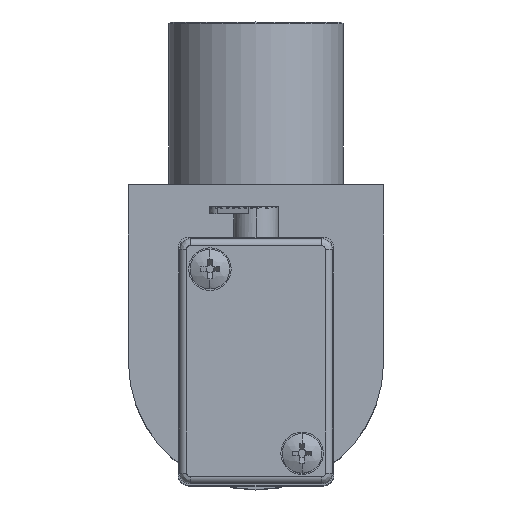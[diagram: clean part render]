
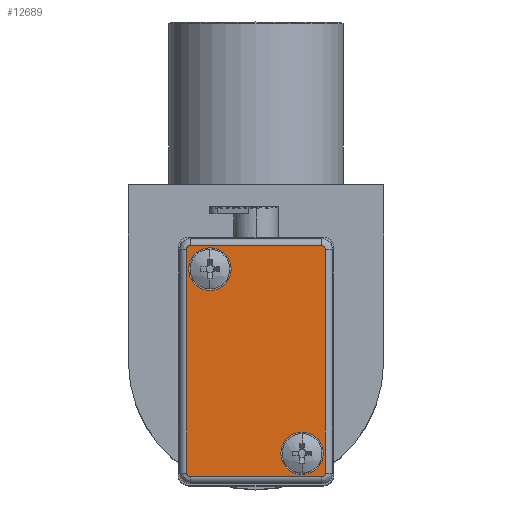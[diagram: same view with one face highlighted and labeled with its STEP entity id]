
A CAD part, top view. The second image highlights one B-rep face of the part: STEP entity #12689.
In plain terms, the highlighted planar face has unit normal (0, 0, 1).
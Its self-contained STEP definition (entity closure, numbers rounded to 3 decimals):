
#781 = DIRECTION ( 'NONE',  ( -1., 0., 0. ) ) ;
#1140 = CARTESIAN_POINT ( 'NONE',  ( -15.909, -15.988, 28. ) ) ;
#1368 = CARTESIAN_POINT ( 'NONE',  ( -15.409, 16.404, 28. ) ) ;
#1380 = VERTEX_POINT ( 'NONE', #2362 ) ;
#1518 = EDGE_CURVE ( 'NONE', #30570, #11491, #25858, .T. ) ;
#2202 = CARTESIAN_POINT ( 'NONE',  ( 3.691, 15.904, 28. ) ) ;
#2362 = CARTESIAN_POINT ( 'NONE',  ( 3.191, -16.196, 28. ) ) ;
#2449 = AXIS2_PLACEMENT_3D ( 'NONE', #4515, #11663, #29012 ) ;
#2602 = DIRECTION ( 'NONE',  ( 0., 0., 1. ) ) ;
#2631 =( BOUNDED_CURVE ( )  B_SPLINE_CURVE ( 3, ( #18434, #23042, #16055, #4193 ),
 .UNSPECIFIED., .F., .F. ) 
 B_SPLINE_CURVE_WITH_KNOTS ( ( 4, 4 ),
 ( 0., 1. ),
 .UNSPECIFIED. ) 
 CURVE ( )  GEOMETRIC_REPRESENTATION_ITEM ( )  RATIONAL_B_SPLINE_CURVE ( ( 1., 0.805, 0.805, 1. ) ) 
 REPRESENTATION_ITEM ( '' )  );
#3053 = CARTESIAN_POINT ( 'NONE',  ( -15.409, -16.196, 28. ) ) ;
#3330 = CARTESIAN_POINT ( 'NONE',  ( -9.609, 13.104, 28. ) ) ;
#3363 = CARTESIAN_POINT ( 'NONE',  ( 0.391, -12.896, 28. ) ) ;
#3522 = CARTESIAN_POINT ( 'NONE',  ( -15.702, -16.196, 28. ) ) ;
#3595 = ORIENTED_EDGE ( 'NONE', *, *, #19308, .F. ) ;
#4065 = EDGE_CURVE ( 'NONE', #13806, #19048, #7075, .T. ) ;
#4104 = VERTEX_POINT ( 'NONE', #29643 ) ;
#4116 = CIRCLE ( 'NONE', #21071, 3. ) ;
#4193 = CARTESIAN_POINT ( 'NONE',  ( 3.691, 15.904, 28. ) ) ;
#4515 = CARTESIAN_POINT ( 'NONE',  ( -12.609, 13.104, 28. ) ) ;
#4961 = DIRECTION ( 'NONE',  ( 0., 0., 1. ) ) ;
#5362 = PLANE ( 'NONE',  #7809 ) ;
#5379 = ORIENTED_EDGE ( 'NONE', *, *, #28157, .F. ) ;
#5446 = EDGE_LOOP ( 'NONE', ( #19731, #18691 ) ) ;
#5566 = FACE_OUTER_BOUND ( 'NONE', #18098, .T. ) ;
#5730 = DIRECTION ( 'NONE',  ( 1., 0., 0. ) ) ;
#5902 = CARTESIAN_POINT ( 'NONE',  ( -15.909, -15.696, 28. ) ) ;
#5992 = EDGE_CURVE ( 'NONE', #12855, #23875, #13229, .T. ) ;
#6296 = CIRCLE ( 'NONE', #20451, 3. ) ;
#6328 = FACE_BOUND ( 'NONE', #5446, .T. ) ;
#6978 = CARTESIAN_POINT ( 'NONE',  ( -15.909, 15.904, 28. ) ) ;
#7039 = ORIENTED_EDGE ( 'NONE', *, *, #7481, .F. ) ;
#7075 =( BOUNDED_CURVE ( )  B_SPLINE_CURVE ( 3, ( #20119, #3522, #1140, #5902 ),
 .UNSPECIFIED., .F., .F. ) 
 B_SPLINE_CURVE_WITH_KNOTS ( ( 4, 4 ),
 ( 0., 1. ),
 .UNSPECIFIED. ) 
 CURVE ( )  GEOMETRIC_REPRESENTATION_ITEM ( )  RATIONAL_B_SPLINE_CURVE ( ( 1., 0.805, 0.805, 1. ) ) 
 REPRESENTATION_ITEM ( '' )  );
#7123 = VECTOR ( 'NONE', #24054, 1000. ) ;
#7226 = VECTOR ( 'NONE', #781, 1000. ) ;
#7481 = EDGE_CURVE ( 'NONE', #1380, #13806, #13538, .T. ) ;
#7517 = CARTESIAN_POINT ( 'NONE',  ( -15.909, 0.104, 28. ) ) ;
#7530 = ORIENTED_EDGE ( 'NONE', *, *, #12044, .F. ) ;
#7762 = DIRECTION ( 'NONE',  ( -1., 0., 0. ) ) ;
#7809 = AXIS2_PLACEMENT_3D ( 'NONE', #17217, #19478, #7762 ) ;
#8280 = ORIENTED_EDGE ( 'NONE', *, *, #26340, .F. ) ;
#8444 = VERTEX_POINT ( 'NONE', #17020 ) ;
#8655 = CARTESIAN_POINT ( 'NONE',  ( 3.484, -16.196, 28. ) ) ;
#8853 = ORIENTED_EDGE ( 'NONE', *, *, #26608, .F. ) ;
#9341 = CIRCLE ( 'NONE', #14139, 3. ) ;
#9391 = EDGE_CURVE ( 'NONE', #18442, #12855, #13077, .T. ) ;
#10199 = EDGE_CURVE ( 'NONE', #4104, #8444, #9341, .T. ) ;
#10311 = CARTESIAN_POINT ( 'NONE',  ( 3.691, -15.696, 28. ) ) ;
#11491 = VERTEX_POINT ( 'NONE', #3330 ) ;
#11663 = DIRECTION ( 'NONE',  ( 0., 0., 1. ) ) ;
#11734 = CARTESIAN_POINT ( 'NONE',  ( 3.691, 0.104, 28. ) ) ;
#11806 = VERTEX_POINT ( 'NONE', #10311 ) ;
#12044 = EDGE_CURVE ( 'NONE', #23875, #15965, #2631, .T. ) ;
#12490 = VECTOR ( 'NONE', #29447, 1000. ) ;
#12689 = ADVANCED_FACE ( 'NONE', ( #6328, #17472, #5566 ), #5362, .F. ) ;
#12770 = CARTESIAN_POINT ( 'NONE',  ( -15.909, 16.197, 28. ) ) ;
#12855 = VERTEX_POINT ( 'NONE', #15434 ) ;
#13077 =( BOUNDED_CURVE ( )  B_SPLINE_CURVE ( 3, ( #29251, #12770, #26882, #1368 ),
 .UNSPECIFIED., .F., .F. ) 
 B_SPLINE_CURVE_WITH_KNOTS ( ( 4, 4 ),
 ( 0., 1. ),
 .UNSPECIFIED. ) 
 CURVE ( )  GEOMETRIC_REPRESENTATION_ITEM ( )  RATIONAL_B_SPLINE_CURVE ( ( 1., 0.805, 0.805, 1. ) ) 
 REPRESENTATION_ITEM ( '' )  );
#13176 = ORIENTED_EDGE ( 'NONE', *, *, #5992, .F. ) ;
#13229 = LINE ( 'NONE', #26660, #12490 ) ;
#13340 = CARTESIAN_POINT ( 'NONE',  ( 3.691, -15.696, 28. ) ) ;
#13538 = LINE ( 'NONE', #26705, #7226 ) ;
#13806 = VERTEX_POINT ( 'NONE', #3053 ) ;
#13840 = CARTESIAN_POINT ( 'NONE',  ( -15.609, 13.104, 28. ) ) ;
#14139 = AXIS2_PLACEMENT_3D ( 'NONE', #3363, #19964, #5730 ) ;
#15270 = CARTESIAN_POINT ( 'NONE',  ( -15.909, -15.696, 28. ) ) ;
#15434 = CARTESIAN_POINT ( 'NONE',  ( -15.409, 16.404, 28. ) ) ;
#15679 = LINE ( 'NONE', #11734, #20503 ) ;
#15965 = VERTEX_POINT ( 'NONE', #2202 ) ;
#16055 = CARTESIAN_POINT ( 'NONE',  ( 3.691, 16.197, 28. ) ) ;
#16811 = CARTESIAN_POINT ( 'NONE',  ( 0.391, -12.896, 28. ) ) ;
#17020 = CARTESIAN_POINT ( 'NONE',  ( -2.609, -12.896, 28. ) ) ;
#17217 = CARTESIAN_POINT ( 'NONE',  ( -6.109, 0.104, 28. ) ) ;
#17288 = ORIENTED_EDGE ( 'NONE', *, *, #4065, .F. ) ;
#17472 = FACE_BOUND ( 'NONE', #22795, .T. ) ;
#18022 =( BOUNDED_CURVE ( )  B_SPLINE_CURVE ( 3, ( #13340, #27435, #8655, #25171 ),
 .UNSPECIFIED., .F., .F. ) 
 B_SPLINE_CURVE_WITH_KNOTS ( ( 4, 4 ),
 ( 0., 1. ),
 .UNSPECIFIED. ) 
 CURVE ( )  GEOMETRIC_REPRESENTATION_ITEM ( )  RATIONAL_B_SPLINE_CURVE ( ( 1., 0.805, 0.805, 1. ) ) 
 REPRESENTATION_ITEM ( '' )  );
#18098 = EDGE_LOOP ( 'NONE', ( #7530, #13176, #18369, #8853, #17288, #7039, #8280, #5379 ) ) ;
#18369 = ORIENTED_EDGE ( 'NONE', *, *, #9391, .F. ) ;
#18434 = CARTESIAN_POINT ( 'NONE',  ( 3.191, 16.404, 28. ) ) ;
#18442 = VERTEX_POINT ( 'NONE', #6978 ) ;
#18691 = ORIENTED_EDGE ( 'NONE', *, *, #28895, .F. ) ;
#19048 = VERTEX_POINT ( 'NONE', #15270 ) ;
#19184 = DIRECTION ( 'NONE',  ( 1., 0., 0. ) ) ;
#19191 = CARTESIAN_POINT ( 'NONE',  ( -12.609, 13.104, 28. ) ) ;
#19308 = EDGE_CURVE ( 'NONE', #11491, #30570, #6296, .T. ) ;
#19478 = DIRECTION ( 'NONE',  ( 0., 0., -1. ) ) ;
#19731 = ORIENTED_EDGE ( 'NONE', *, *, #10199, .F. ) ;
#19785 = CARTESIAN_POINT ( 'NONE',  ( 3.191, 16.404, 28. ) ) ;
#19964 = DIRECTION ( 'NONE',  ( 0., 0., 1. ) ) ;
#20119 = CARTESIAN_POINT ( 'NONE',  ( -15.409, -16.196, 28. ) ) ;
#20451 = AXIS2_PLACEMENT_3D ( 'NONE', #19191, #4961, #21568 ) ;
#20503 = VECTOR ( 'NONE', #25351, 1000. ) ;
#21071 = AXIS2_PLACEMENT_3D ( 'NONE', #16811, #2602, #19184 ) ;
#21568 = DIRECTION ( 'NONE',  ( 1., 0., 0. ) ) ;
#22795 = EDGE_LOOP ( 'NONE', ( #3595, #28420 ) ) ;
#23042 = CARTESIAN_POINT ( 'NONE',  ( 3.484, 16.404, 28. ) ) ;
#23875 = VERTEX_POINT ( 'NONE', #19785 ) ;
#24054 = DIRECTION ( 'NONE',  ( 0., 1., 0. ) ) ;
#24477 = LINE ( 'NONE', #7517, #7123 ) ;
#25171 = CARTESIAN_POINT ( 'NONE',  ( 3.191, -16.196, 28. ) ) ;
#25351 = DIRECTION ( 'NONE',  ( 0., -1., 0. ) ) ;
#25858 = CIRCLE ( 'NONE', #2449, 3. ) ;
#26340 = EDGE_CURVE ( 'NONE', #11806, #1380, #18022, .T. ) ;
#26608 = EDGE_CURVE ( 'NONE', #19048, #18442, #24477, .T. ) ;
#26660 = CARTESIAN_POINT ( 'NONE',  ( -6.109, 16.404, 28. ) ) ;
#26705 = CARTESIAN_POINT ( 'NONE',  ( -6.109, -16.196, 28. ) ) ;
#26882 = CARTESIAN_POINT ( 'NONE',  ( -15.702, 16.404, 28. ) ) ;
#27435 = CARTESIAN_POINT ( 'NONE',  ( 3.691, -15.988, 28. ) ) ;
#28157 = EDGE_CURVE ( 'NONE', #15965, #11806, #15679, .T. ) ;
#28420 = ORIENTED_EDGE ( 'NONE', *, *, #1518, .F. ) ;
#28895 = EDGE_CURVE ( 'NONE', #8444, #4104, #4116, .T. ) ;
#29012 = DIRECTION ( 'NONE',  ( 1., 0., 0. ) ) ;
#29251 = CARTESIAN_POINT ( 'NONE',  ( -15.909, 15.904, 28. ) ) ;
#29447 = DIRECTION ( 'NONE',  ( 1., 0., 0. ) ) ;
#29643 = CARTESIAN_POINT ( 'NONE',  ( 3.391, -12.896, 28. ) ) ;
#30570 = VERTEX_POINT ( 'NONE', #13840 ) ;
